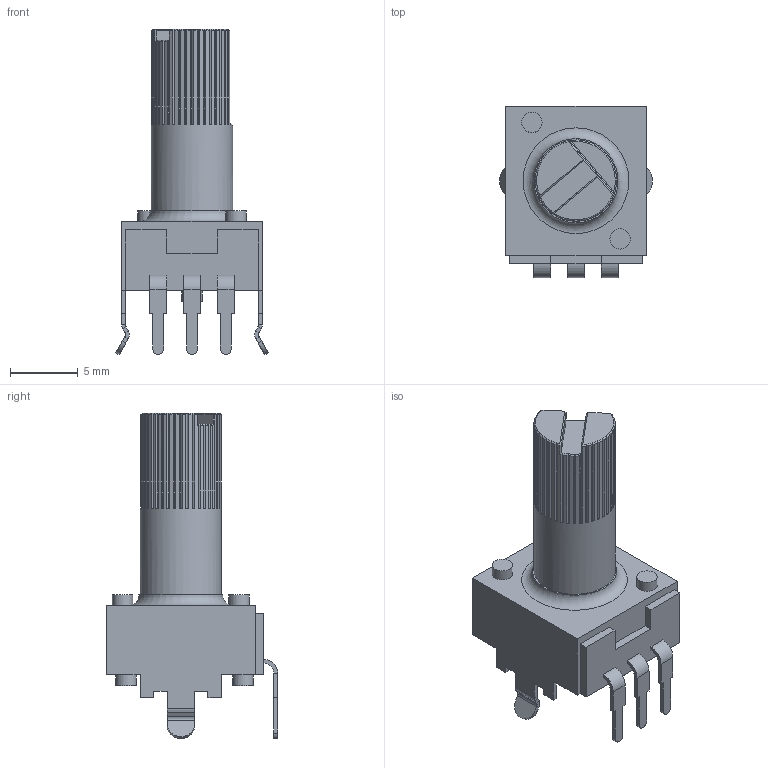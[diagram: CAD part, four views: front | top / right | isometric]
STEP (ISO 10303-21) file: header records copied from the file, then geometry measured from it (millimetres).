
FILE_DESCRIPTION( ( '' ), ' ' );
FILE_NAME( '5cc2185446bc5218791d3843.step', '2019-04-25T20:28:05', ( '' ), ( '' ), ' ', ' ', ' ' );
FILE_SCHEMA( ( 'AUTOMOTIVE_DESIGN { 1 0 10303 214 1 1 1 1 }' ) );
Length unit declared in the file: metre
Products named in the file (1): Part 1
Bounding box: 11.27 x 12.65 x 24.02 mm (x, y, z)
Volume: 986.3 mm3; surface area: 868.7 mm2
Topology: 1 solids, 1 shells, 268 faces, 707 edges, 450 vertices
Faces by surface type: plane 204, cylinder 30, cone 30, bspline 3, torus 1
Full cylindrical faces by diameter (mm): 1.5 x4, 6 x1
Entity records: 10383 total; most frequent: CARTESIAN_POINT 1675, ORIENTED_EDGE 1396, DIRECTION 1309, EDGE_CURVE 698, LINE 479, VECTOR 479, VERTEX_POINT 447, AXIS2_PLACEMENT_3D 415
